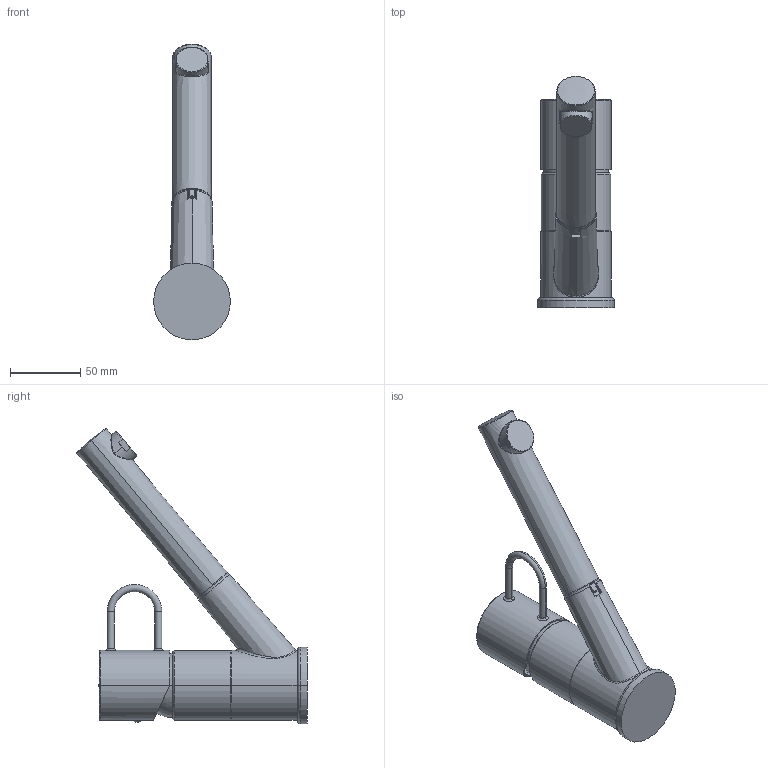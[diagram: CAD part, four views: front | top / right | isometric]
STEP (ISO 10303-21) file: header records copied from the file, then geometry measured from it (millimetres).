
FILE_DESCRIPTION((''),'2;1');
FILE_NAME('JK183CR-SCD','2023-01-24T08:34:45',('alberto.gaboardi'),('PAFFONI SpA'),'CREO PARAMETRIC BY PTC INC, 2022124','CREO PARAMETRIC BY PTC INC, 2022124','');
FILE_SCHEMA(('CONFIG_CONTROL_DESIGN','SHAPE_APPEARANCE_LAYERS_GROUPS'));
Products named in the file (1): JK183CR-SCD
Bounding box: 54.7 x 164.79 x 210.95 mm (x, y, z)
Volume: 243107.1 mm3; surface area: 119883.8 mm2
Topology: 2 solids, 2 shells, 1877 faces, 7285 edges, 5255 vertices
Faces by surface type: cylinder 1216, plane 376, bspline 109, cone 96, torus 52, extrusion 19, sphere 9
Entity records: 155467 total; most frequent: CARTESIAN_POINT 85229, ORIENTED_EDGE 14562, DIRECTION 8123, EDGE_CURVE 7281, VERTEX_POINT 5255, B_SPLINE_CURVE_WITH_KNOTS 3979, AXIS2_PLACEMENT_3D 3034, EDGE_LOOP 2858
